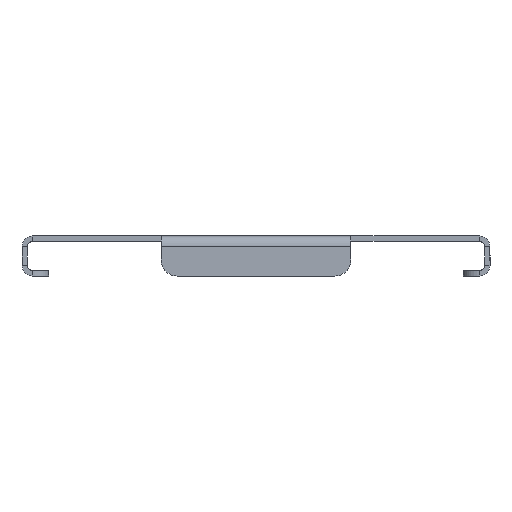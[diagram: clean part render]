
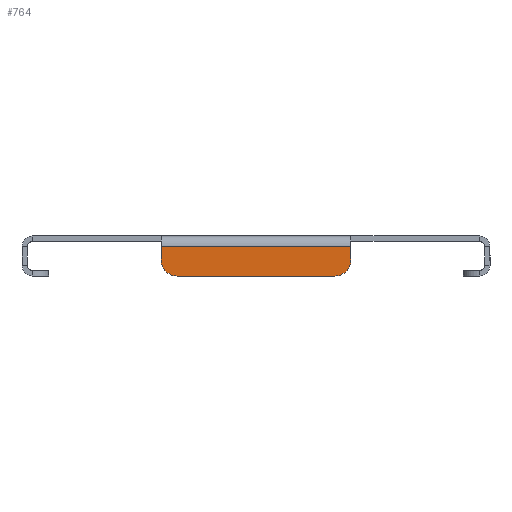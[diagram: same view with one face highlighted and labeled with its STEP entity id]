
A CAD part, left-side view. The second image highlights one B-rep face of the part: STEP entity #764.
In plain terms, the highlighted planar face has unit normal (-1, 0, 0).
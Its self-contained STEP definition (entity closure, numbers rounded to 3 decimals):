
#107 = ORIENTED_EDGE ( 'NONE', *, *, #1601, .T. ) ;
#127 = VERTEX_POINT ( 'NONE', #1778 ) ;
#239 = CARTESIAN_POINT ( 'NONE',  ( -299.5, 0., 0. ) ) ;
#255 = VECTOR ( 'NONE', #1969, 1000. ) ;
#535 = CARTESIAN_POINT ( 'NONE',  ( -299.5, -87.5, -4. ) ) ;
#569 = ORIENTED_EDGE ( 'NONE', *, *, #868, .T. ) ;
#654 = ORIENTED_EDGE ( 'NONE', *, *, #2750, .T. ) ;
#664 = ORIENTED_EDGE ( 'NONE', *, *, #1039, .F. ) ;
#678 = PLANE ( 'NONE',  #783 ) ;
#764 = ADVANCED_FACE ( 'NONE', ( #1595 ), #678, .F. ) ;
#781 = CARTESIAN_POINT ( 'NONE',  ( -299.5, -35.5, -9. ) ) ;
#783 = AXIS2_PLACEMENT_3D ( 'NONE', #239, #1144, #2066 ) ;
#868 = EDGE_CURVE ( 'NONE', #2447, #1085, #2851, .T. ) ;
#877 = LINE ( 'NONE', #889, #1548 ) ;
#889 = CARTESIAN_POINT ( 'NONE',  ( -299.5, -87.5, -15. ) ) ;
#945 = VERTEX_POINT ( 'NONE', #1604 ) ;
#1039 = EDGE_CURVE ( 'NONE', #2464, #127, #2435, .T. ) ;
#1053 = LINE ( 'NONE', #2669, #1605 ) ;
#1085 = VERTEX_POINT ( 'NONE', #781 ) ;
#1116 = CARTESIAN_POINT ( 'NONE',  ( -299.5, -29.5, -15. ) ) ;
#1144 = DIRECTION ( 'NONE',  ( 1., 0., 0. ) ) ;
#1200 = CARTESIAN_POINT ( 'NONE',  ( -299.5, -35.5, -15. ) ) ;
#1220 = EDGE_CURVE ( 'NONE', #2447, #2974, #877, .T. ) ;
#1282 = ORIENTED_EDGE ( 'NONE', *, *, #2579, .T. ) ;
#1285 = EDGE_LOOP ( 'NONE', ( #1950, #569, #1282, #664, #654, #107 ) ) ;
#1352 = AXIS2_PLACEMENT_3D ( 'NONE', #1948, #1724, #2640 ) ;
#1408 = CARTESIAN_POINT ( 'NONE',  ( -299.5, 35.5, -4. ) ) ;
#1502 = DIRECTION ( 'NONE',  ( 0., 0., -1. ) ) ;
#1548 = VECTOR ( 'NONE', #2449, 1000. ) ;
#1592 = AXIS2_PLACEMENT_3D ( 'NONE', #1818, #1805, #2046 ) ;
#1595 = FACE_OUTER_BOUND ( 'NONE', #1285, .T. ) ;
#1601 = EDGE_CURVE ( 'NONE', #945, #2974, #2755, .T. ) ;
#1604 = CARTESIAN_POINT ( 'NONE',  ( -299.5, 35.5, -9. ) ) ;
#1605 = VECTOR ( 'NONE', #1502, 1000. ) ;
#1724 = DIRECTION ( 'NONE',  ( -1., 0., 0. ) ) ;
#1778 = CARTESIAN_POINT ( 'NONE',  ( -299.5, -35.5, -4. ) ) ;
#1788 = CARTESIAN_POINT ( 'NONE',  ( -299.5, 29.5, -15. ) ) ;
#1805 = DIRECTION ( 'NONE',  ( -1., 0., 0. ) ) ;
#1818 = CARTESIAN_POINT ( 'NONE',  ( -299.5, 29.5, -9. ) ) ;
#1929 = LINE ( 'NONE', #1200, #1953 ) ;
#1948 = CARTESIAN_POINT ( 'NONE',  ( -299.5, -29.5, -9. ) ) ;
#1950 = ORIENTED_EDGE ( 'NONE', *, *, #1220, .F. ) ;
#1953 = VECTOR ( 'NONE', #2385, 1000. ) ;
#1969 = DIRECTION ( 'NONE',  ( 0., -1., 0. ) ) ;
#2046 = DIRECTION ( 'NONE',  ( 0., 0., -1. ) ) ;
#2066 = DIRECTION ( 'NONE',  ( 0., 0., -1. ) ) ;
#2385 = DIRECTION ( 'NONE',  ( 0., 0., 1. ) ) ;
#2435 = LINE ( 'NONE', #535, #255 ) ;
#2447 = VERTEX_POINT ( 'NONE', #1116 ) ;
#2449 = DIRECTION ( 'NONE',  ( 0., 1., 0. ) ) ;
#2464 = VERTEX_POINT ( 'NONE', #1408 ) ;
#2579 = EDGE_CURVE ( 'NONE', #1085, #127, #1929, .T. ) ;
#2640 = DIRECTION ( 'NONE',  ( 0., 0., -1. ) ) ;
#2669 = CARTESIAN_POINT ( 'NONE',  ( -299.5, 35.5, -15. ) ) ;
#2750 = EDGE_CURVE ( 'NONE', #2464, #945, #1053, .T. ) ;
#2755 = CIRCLE ( 'NONE', #1592, 6. ) ;
#2851 = CIRCLE ( 'NONE', #1352, 6. ) ;
#2974 = VERTEX_POINT ( 'NONE', #1788 ) ;
